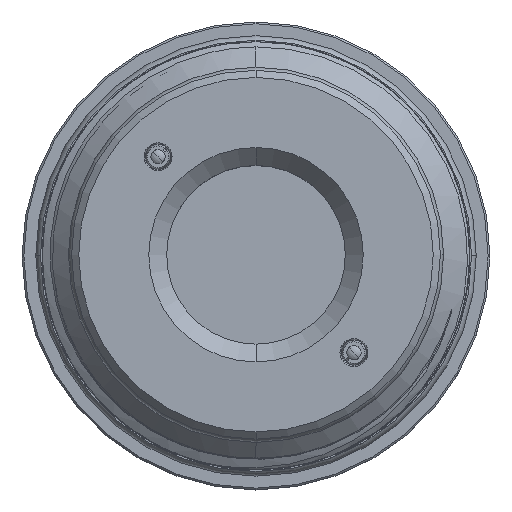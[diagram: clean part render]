
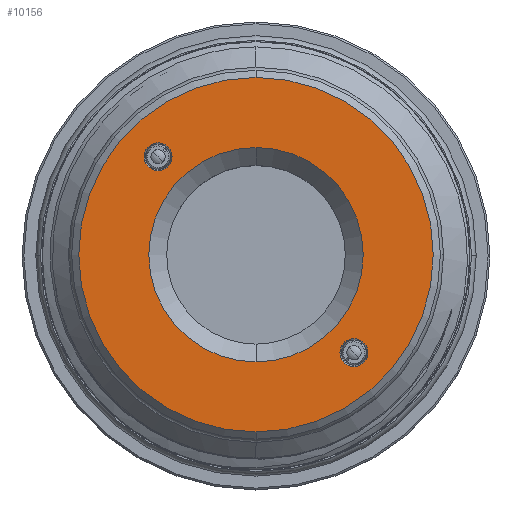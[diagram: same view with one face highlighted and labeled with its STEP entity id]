
A CAD part, top view. The second image highlights one B-rep face of the part: STEP entity #10156.
In plain terms, the highlighted planar face has unit normal (0, 0, 1).
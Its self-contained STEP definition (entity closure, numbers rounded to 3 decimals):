
#279 = VERTEX_POINT ( 'NONE', #4481 ) ;
#281 = EDGE_CURVE ( 'NONE', #12518, #3295, #2492, .T. ) ;
#505 = DIRECTION ( 'NONE',  ( 0., 1., 0. ) ) ;
#694 = CARTESIAN_POINT ( 'NONE',  ( 0., -12., 85.95 ) ) ;
#959 = DIRECTION ( 'NONE',  ( 0., 0., -1. ) ) ;
#1856 = EDGE_CURVE ( 'NONE', #3295, #12518, #4192, .T. ) ;
#2367 = DIRECTION ( 'NONE',  ( 0., 1., 0. ) ) ;
#2492 = CIRCLE ( 'NONE', #6812, 1.561 ) ;
#3092 = AXIS2_PLACEMENT_3D ( 'NONE', #15406, #10282, #7269 ) ;
#3295 = VERTEX_POINT ( 'NONE', #9744 ) ;
#3726 = ORIENTED_EDGE ( 'NONE', *, *, #16950, .T. ) ;
#3952 = EDGE_CURVE ( 'NONE', #5190, #279, #17723, .T. ) ;
#3970 = CARTESIAN_POINT ( 'NONE',  ( 0., 0., 85.95 ) ) ;
#4112 = AXIS2_PLACEMENT_3D ( 'NONE', #3970, #5366, #13231 ) ;
#4119 = DIRECTION ( 'NONE',  ( 0., 0., -1. ) ) ;
#4192 = CIRCLE ( 'NONE', #4440, 1.561 ) ;
#4440 = AXIS2_PLACEMENT_3D ( 'NONE', #17917, #4119, #5347 ) ;
#4481 = CARTESIAN_POINT ( 'NONE',  ( 0., 12., 85.95 ) ) ;
#5190 = VERTEX_POINT ( 'NONE', #694 ) ;
#5347 = DIRECTION ( 'NONE',  ( 0., 1., 0. ) ) ;
#5366 = DIRECTION ( 'NONE',  ( 0., 0., -1. ) ) ;
#5975 = ORIENTED_EDGE ( 'NONE', *, *, #6178, .T. ) ;
#6178 = EDGE_CURVE ( 'NONE', #15926, #17567, #6312, .T. ) ;
#6230 = CIRCLE ( 'NONE', #13384, 19.84 ) ;
#6275 = CARTESIAN_POINT ( 'NONE',  ( 10.96, -9.399, 85.95 ) ) ;
#6312 = CIRCLE ( 'NONE', #3092, 19.84 ) ;
#6672 = FACE_BOUND ( 'NONE', #13100, .T. ) ;
#6812 = AXIS2_PLACEMENT_3D ( 'NONE', #10200, #10130, #14372 ) ;
#7108 = CIRCLE ( 'NONE', #8161, 1.561 ) ;
#7269 = DIRECTION ( 'NONE',  ( 0., 1., 0. ) ) ;
#7365 = DIRECTION ( 'NONE',  ( 0., 0., 1. ) ) ;
#7405 = ORIENTED_EDGE ( 'NONE', *, *, #11186, .T. ) ;
#7480 = VERTEX_POINT ( 'NONE', #15048 ) ;
#7727 = AXIS2_PLACEMENT_3D ( 'NONE', #17616, #12119, #2367 ) ;
#7761 = CARTESIAN_POINT ( 'NONE',  ( 0., 0., 85.95 ) ) ;
#7907 = PLANE ( 'NONE',  #7727 ) ;
#7957 = FACE_OUTER_BOUND ( 'NONE', #15532, .T. ) ;
#8060 = DIRECTION ( 'NONE',  ( 0., 1., 0. ) ) ;
#8161 = AXIS2_PLACEMENT_3D ( 'NONE', #8174, #17835, #10957 ) ;
#8174 = CARTESIAN_POINT ( 'NONE',  ( -10.96, 10.96, 85.95 ) ) ;
#8479 = EDGE_CURVE ( 'NONE', #7480, #9716, #7108, .T. ) ;
#8842 = FACE_BOUND ( 'NONE', #15622, .T. ) ;
#9000 = EDGE_CURVE ( 'NONE', #9716, #7480, #14440, .T. ) ;
#9247 = FACE_BOUND ( 'NONE', #17577, .T. ) ;
#9716 = VERTEX_POINT ( 'NONE', #13584 ) ;
#9737 = ORIENTED_EDGE ( 'NONE', *, *, #9000, .T. ) ;
#9744 = CARTESIAN_POINT ( 'NONE',  ( 10.96, -12.521, 85.95 ) ) ;
#10130 = DIRECTION ( 'NONE',  ( 0., 0., -1. ) ) ;
#10156 = ADVANCED_FACE ( 'NONE', ( #8842, #9247, #7957, #6672 ), #7907, .T. ) ;
#10200 = CARTESIAN_POINT ( 'NONE',  ( 10.96, -10.96, 85.95 ) ) ;
#10282 = DIRECTION ( 'NONE',  ( 0., 0., 1. ) ) ;
#10518 = CARTESIAN_POINT ( 'NONE',  ( 0., 19.84, 85.95 ) ) ;
#10763 = DIRECTION ( 'NONE',  ( 0., 0., -1. ) ) ;
#10957 = DIRECTION ( 'NONE',  ( 0., -1., 0. ) ) ;
#11181 = AXIS2_PLACEMENT_3D ( 'NONE', #16051, #959, #12038 ) ;
#11186 = EDGE_CURVE ( 'NONE', #17567, #15926, #6230, .T. ) ;
#11938 = ORIENTED_EDGE ( 'NONE', *, *, #8479, .T. ) ;
#12038 = DIRECTION ( 'NONE',  ( 0., -1., 0. ) ) ;
#12103 = CIRCLE ( 'NONE', #4112, 12. ) ;
#12119 = DIRECTION ( 'NONE',  ( 0., 0., 1. ) ) ;
#12518 = VERTEX_POINT ( 'NONE', #6275 ) ;
#12774 = AXIS2_PLACEMENT_3D ( 'NONE', #7761, #10763, #8060 ) ;
#13100 = EDGE_LOOP ( 'NONE', ( #13193, #16020 ) ) ;
#13193 = ORIENTED_EDGE ( 'NONE', *, *, #1856, .T. ) ;
#13231 = DIRECTION ( 'NONE',  ( 0., 1., 0. ) ) ;
#13384 = AXIS2_PLACEMENT_3D ( 'NONE', #15575, #7365, #505 ) ;
#13584 = CARTESIAN_POINT ( 'NONE',  ( -10.96, 9.399, 85.95 ) ) ;
#14372 = DIRECTION ( 'NONE',  ( 0., 1., 0. ) ) ;
#14440 = CIRCLE ( 'NONE', #11181, 1.561 ) ;
#15048 = CARTESIAN_POINT ( 'NONE',  ( -10.96, 12.521, 85.95 ) ) ;
#15093 = ORIENTED_EDGE ( 'NONE', *, *, #3952, .T. ) ;
#15406 = CARTESIAN_POINT ( 'NONE',  ( 0., 0., 85.95 ) ) ;
#15532 = EDGE_LOOP ( 'NONE', ( #5975, #7405 ) ) ;
#15575 = CARTESIAN_POINT ( 'NONE',  ( 0., 0., 85.95 ) ) ;
#15622 = EDGE_LOOP ( 'NONE', ( #11938, #9737 ) ) ;
#15926 = VERTEX_POINT ( 'NONE', #17889 ) ;
#16020 = ORIENTED_EDGE ( 'NONE', *, *, #281, .T. ) ;
#16051 = CARTESIAN_POINT ( 'NONE',  ( -10.96, 10.96, 85.95 ) ) ;
#16950 = EDGE_CURVE ( 'NONE', #279, #5190, #12103, .T. ) ;
#17567 = VERTEX_POINT ( 'NONE', #10518 ) ;
#17577 = EDGE_LOOP ( 'NONE', ( #3726, #15093 ) ) ;
#17616 = CARTESIAN_POINT ( 'NONE',  ( 0., 20.64, 85.95 ) ) ;
#17723 = CIRCLE ( 'NONE', #12774, 12. ) ;
#17835 = DIRECTION ( 'NONE',  ( 0., 0., -1. ) ) ;
#17889 = CARTESIAN_POINT ( 'NONE',  ( 0., -19.84, 85.95 ) ) ;
#17917 = CARTESIAN_POINT ( 'NONE',  ( 10.96, -10.96, 85.95 ) ) ;
